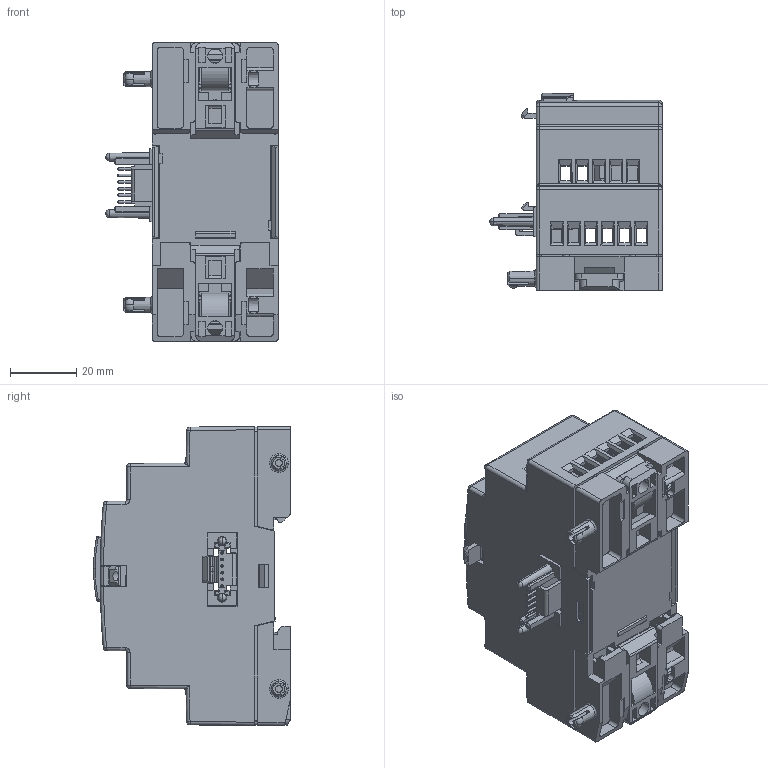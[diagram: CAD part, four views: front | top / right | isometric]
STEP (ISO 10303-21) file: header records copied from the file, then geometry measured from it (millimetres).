
FILE_DESCRIPTION (( 'STEP AP203' ), '1' );
FILE_NAME ('SMT Expansion Unit.STEP', '2016-04-05T07:36:18', ( 'IMO' ), ( '' ), 'SwSTEP 2.0', 'SolidWorks 2011', '' );
FILE_SCHEMA (( 'CONFIG_CONTROL_DESIGN' ));
Length unit declared in the file: millimetre
Products named in the file (7): SMT Expansion Unit; SMT EXPU Dummy Light Guide; SMT EXPU Dummy Press Clip; SMT EXPU Dummy Connector; SMT EXPU Upper Cover; SMT DIN Clip; SMT EXPU Lower Cover
Assembly tree (7 placements, depth 2):
  SMT Expansion Unit
    SMT DIN Clip  x2
    SMT EXPU Dummy Press Clip
    SMT EXPU Dummy Connector
    SMT EXPU Upper Cover
    SMT EXPU Lower Cover
    SMT EXPU Dummy Light Guide
Bounding box: 51.95 x 59.3 x 90 mm (x, y, z)
Volume: 41945.7 mm3; surface area: 54011.5 mm2
Topology: 7 solids, 7 shells, 1949 faces, 5306 edges, 3366 vertices
Faces by surface type: plane 1466, cylinder 304, cone 87, bspline 41, sphere 28, torus 23
Entity records: 60045 total; most frequent: CARTESIAN_POINT 12895, ORIENTED_EDGE 10136, DIRECTION 8952, EDGE_CURVE 5068, VECTOR 4044, LINE 4044, VERTEX_POINT 3222, AXIS2_PLACEMENT_3D 2454
